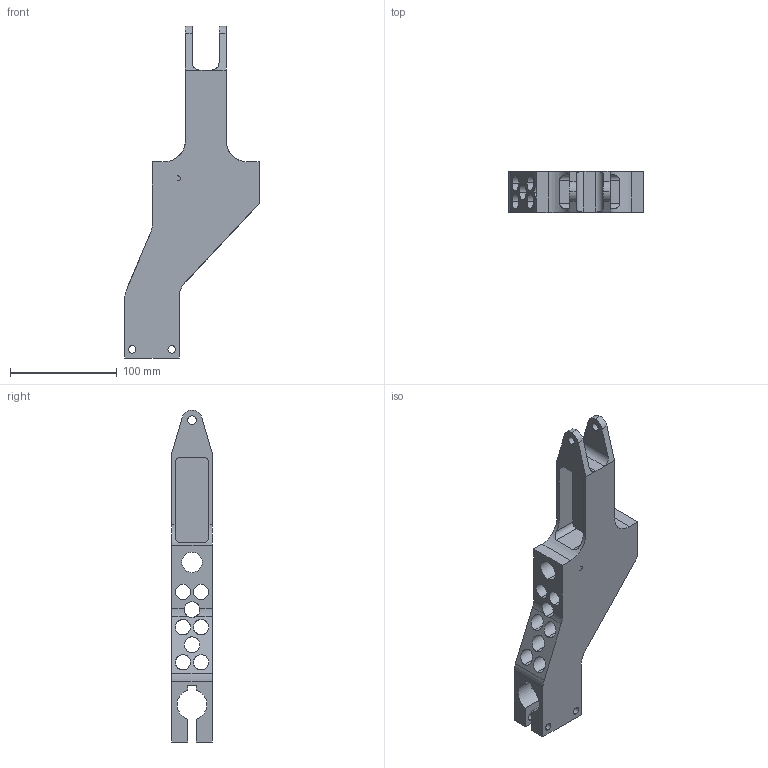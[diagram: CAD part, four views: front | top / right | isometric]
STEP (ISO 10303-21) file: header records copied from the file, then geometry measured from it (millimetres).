
FILE_DESCRIPTION (( 'STEP AP214' ), '1' );
FILE_NAME ('swing_arm_single_wheel-1.STEP', '2025-02-20T01:50:05', ( '' ), ( '' ), 'SwSTEP 2.0', 'SolidWorks 2023', '' );
FILE_SCHEMA (( 'AUTOMOTIVE_DESIGN' ));
Length unit declared in the file: millimetre
Products named in the file (1): swing_arm_single_wheel-1
Bounding box: 125.8 x 38.1 x 311.23 mm (x, y, z)
Volume: 377211.1 mm3; surface area: 107612.1 mm2
Topology: 1 solids, 1 shells, 170 faces, 515 edges, 342 vertices
Faces by surface type: cylinder 102, plane 40, bspline 28
Entity records: 28592 total; most frequent: CARTESIAN_POINT 24470, ORIENTED_EDGE 1030, DIRECTION 680, EDGE_CURVE 515, VERTEX_POINT 342, VECTOR 228, LINE 228, AXIS2_PLACEMENT_3D 226
